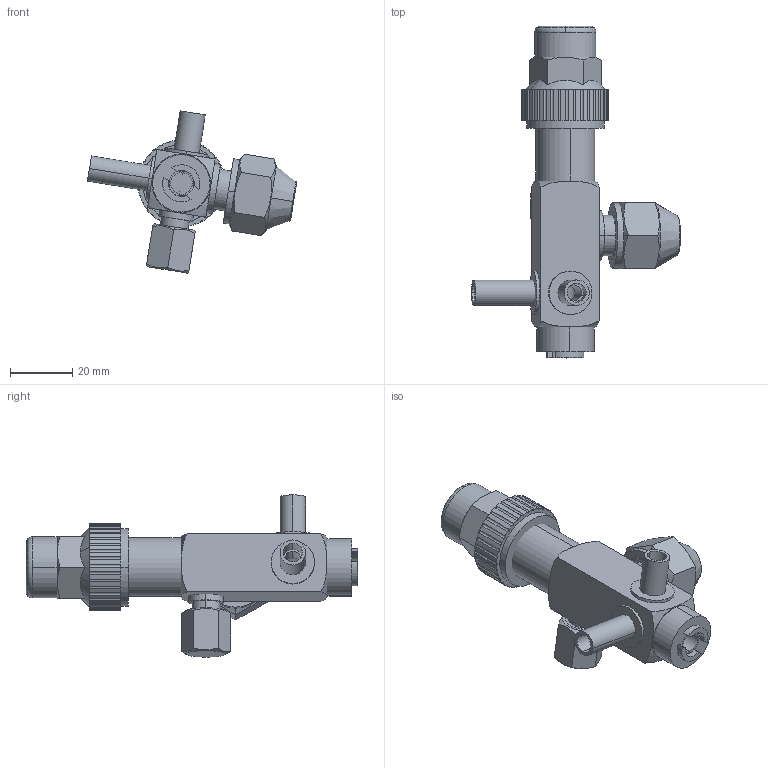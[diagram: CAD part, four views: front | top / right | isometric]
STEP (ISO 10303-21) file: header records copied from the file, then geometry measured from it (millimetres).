
FILE_DESCRIPTION((''),'2;1');
FILE_NAME('118U0480_ASM','2019-12-19T',('U371994'),('DANFOSS COMMERCIAL COMPRESSOR'),'CREO PARAMETRIC BY PTC INC, 2015480','CREO PARAMETRIC BY PTC INC, 2015480','');
FILE_SCHEMA(('CONFIG_CONTROL_DESIGN'));
Length unit declared in the file: millimetre
Products named in the file (6): 118U0480_01; 118U0480_02; 118U0480_03; 118U0480_04; 118U0480_05; 118U0480_ASM
Assembly tree (5 placements, depth 2):
  118U0480_ASM
    118U0480_01
    118U0480_02
    118U0480_03
    118U0480_04
    118U0480_05
Bounding box: 67.41 x 107 x 52.28 mm (x, y, z)
Volume: 42303.9 mm3; surface area: 21171.3 mm2
Topology: 5 solids, 6 shells, 307 faces, 834 edges, 561 vertices
Faces by surface type: cylinder 150, plane 77, torus 38, cone 32, bspline 6, sphere 4
Entity records: 10831 total; most frequent: CARTESIAN_POINT 2563, DIRECTION 1898, ORIENTED_EDGE 1654, AXIS2_PLACEMENT_3D 830, EDGE_CURVE 828, VERTEX_POINT 561, CIRCLE 516, EDGE_LOOP 344
